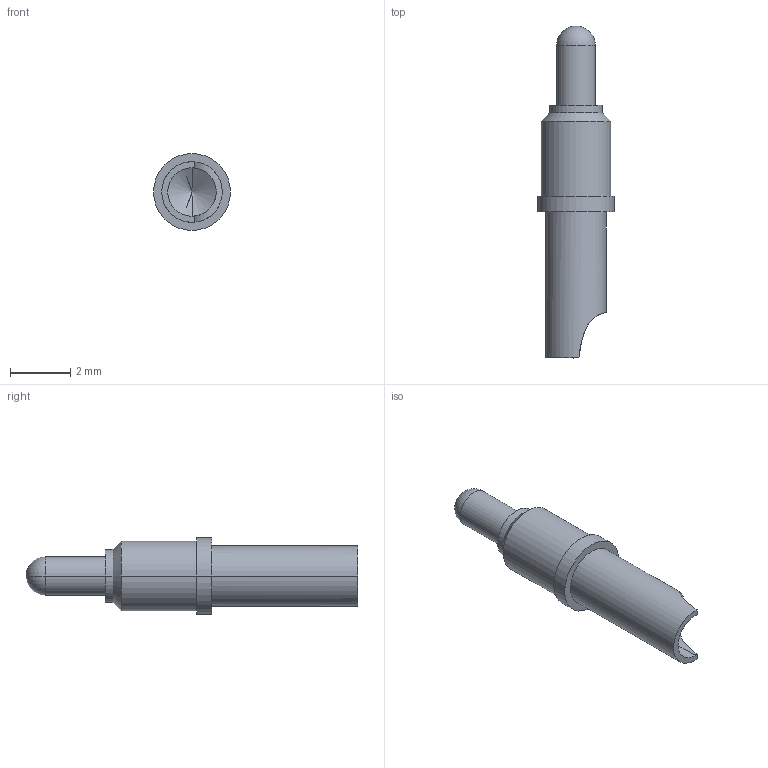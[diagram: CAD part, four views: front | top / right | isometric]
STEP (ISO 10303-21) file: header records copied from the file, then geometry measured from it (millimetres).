
FILE_DESCRIPTION (( 'STEP AP214' ), '1' );
FILE_NAME ('UEBK-12495_2017_09_12.STEP', '2017-09-12T11:50:33', ( '' ), ( '' ), 'SwSTEP 2.0', 'SolidWorks 2017', '' );
FILE_SCHEMA (( 'AUTOMOTIVE_DESIGN' ));
Length unit declared in the file: millimetre
Products named in the file (1): UEBK-12495_2017_09_12
Bounding box: 2.54 x 10.98 x 2.54 mm (x, y, z)
Volume: 27.4 mm3; surface area: 78.5 mm2
Topology: 1 solids, 1 shells, 23 faces, 54 edges, 32 vertices
Faces by surface type: cylinder 12, cone 4, plane 4, sphere 2, bspline 1
Entity records: 708 total; most frequent: CARTESIAN_POINT 164, DIRECTION 118, ORIENTED_EDGE 96, AXIS2_PLACEMENT_3D 50, EDGE_CURVE 48, VERTEX_POINT 30, CIRCLE 27, EDGE_LOOP 26
